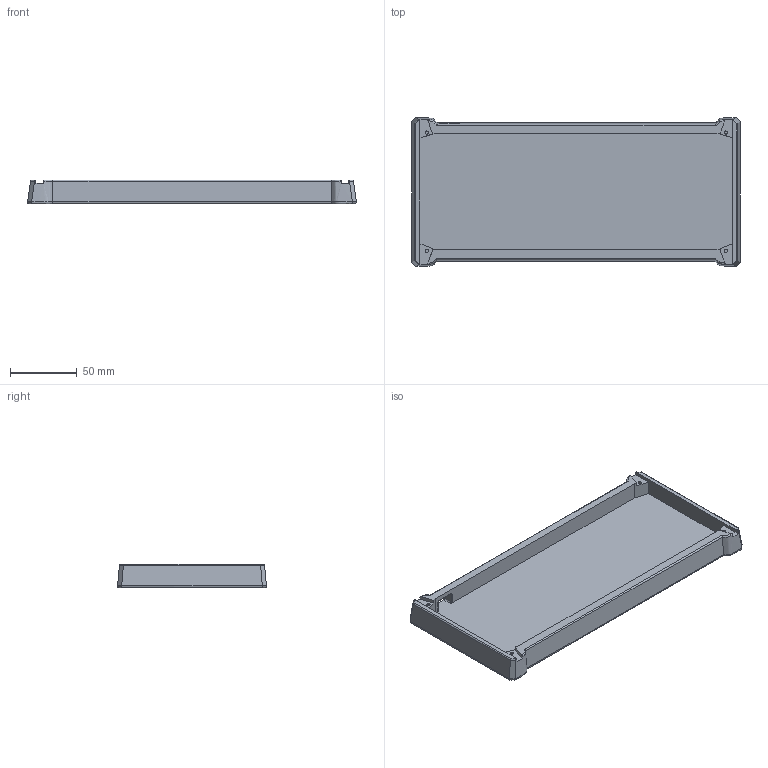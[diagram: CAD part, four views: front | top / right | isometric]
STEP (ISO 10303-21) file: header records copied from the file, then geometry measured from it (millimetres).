
FILE_DESCRIPTION(/* description */ (''),/* implementation_level */ '2;1');
FILE_NAME(/* name */ 'Relic Fortezza v1.step',/* time_stamp */ '2021-12-21T09:20:41-08:00',/* author */ (''),/* organization */ (''),/* preprocessor_version */ 'ST-DEVELOPER v18.1',/* originating_system */ 'Autodesk Translation Framework v10.10.0.1391',/* authorisation */ '');
FILE_SCHEMA (('AUTOMOTIVE_DESIGN { 1 0 10303 214 3 1 1 }'));
Length unit declared in the file: millimetre
Products named in the file (1): Relic
Bounding box: 246.87 x 111.69 x 18 mm (x, y, z)
Volume: 188880.3 mm3; surface area: 92081.7 mm2
Topology: 1 solids, 6 shells, 117 faces, 347 edges, 240 vertices
Faces by surface type: bspline 60, plane 34, cylinder 19, torus 4
Entity records: 6812 total; most frequent: CARTESIAN_POINT 4209, ORIENTED_EDGE 662, EDGE_CURVE 347, DIRECTION 279, VERTEX_POINT 240, B_SPLINE_CURVE_WITH_KNOTS 214, EDGE_LOOP 122, FACE_OUTER_BOUND 117
